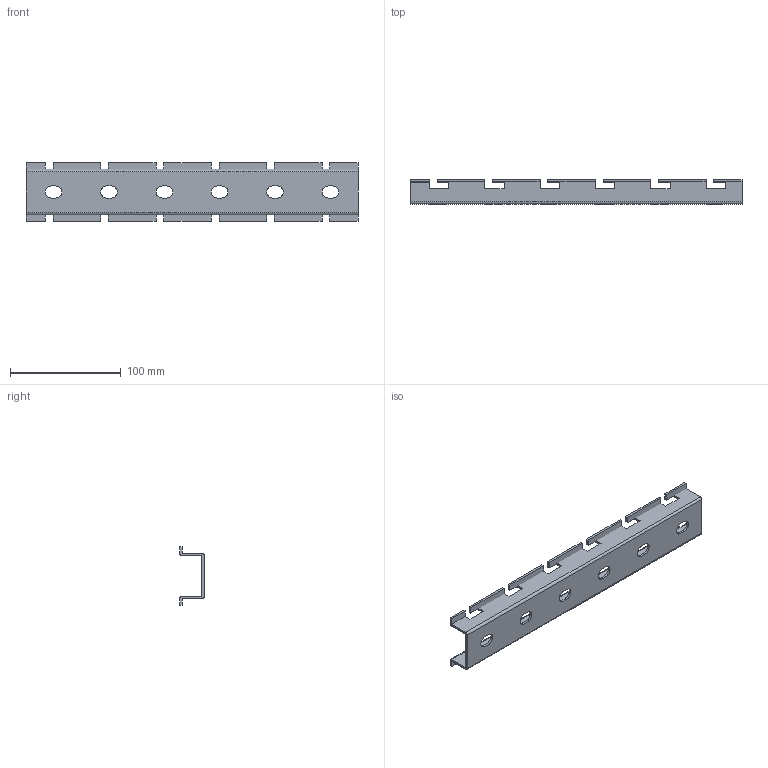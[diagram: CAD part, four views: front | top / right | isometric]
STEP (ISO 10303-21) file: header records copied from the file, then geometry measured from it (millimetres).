
FILE_DESCRIPTION (( 'STEP AP214' ), '1' );
FILE_NAME ('LC-OBR200_3D.step', '2023-05-09T16:29:31', ( '' ), ( '' ), 'SwSTEP 2.0', 'SolidWorks 2022', '' );
FILE_SCHEMA (( 'AUTOMOTIVE_DESIGN' ));
Length unit declared in the file: millimetre
Products named in the file (1): LC-OBR200_3D
Bounding box: 300 x 22 x 53 mm (x, y, z)
Volume: 48913.7 mm3; surface area: 52144.9 mm2
Topology: 1 solids, 1 shells, 166 faces, 468 edges, 304 vertices
Faces by surface type: plane 122, cylinder 44
Entity records: 5366 total; most frequent: CARTESIAN_POINT 939, ORIENTED_EDGE 936, DIRECTION 890, EDGE_CURVE 468, VECTOR 380, LINE 380, VERTEX_POINT 304, AXIS2_PLACEMENT_3D 255
